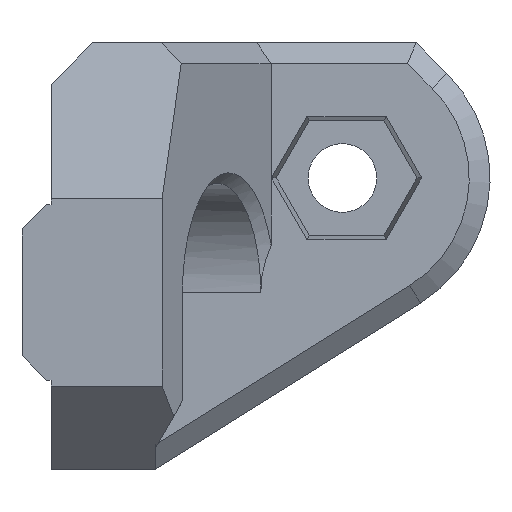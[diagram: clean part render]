
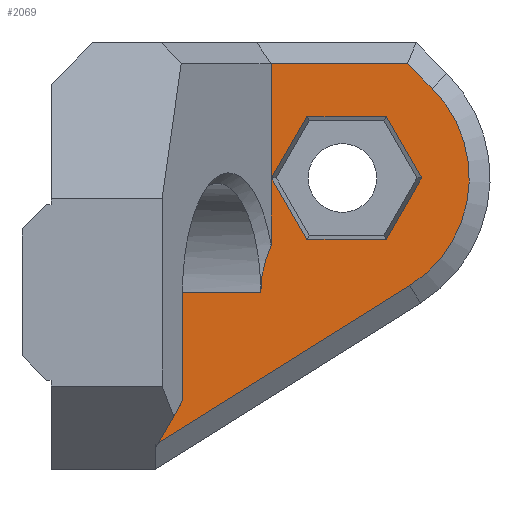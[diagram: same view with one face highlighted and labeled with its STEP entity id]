
A CAD part, left-side view. The second image highlights one B-rep face of the part: STEP entity #2069.
In plain terms, the highlighted planar face has unit normal (-1, 0, 0).
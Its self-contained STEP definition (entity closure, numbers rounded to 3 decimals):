
#24=FACE_BOUND('',#293,.T.);
#37=B_SPLINE_CURVE_WITH_KNOTS('',3,(#3023,#3024,#3025,#3026,#3027,#3028,
#3029,#3030,#3031,#3032,#3033,#3034,#3035,#3036),.UNSPECIFIED.,.F.,.F.,
(4,2,2,2,2,2,4),(0.,0.021,0.102,0.214,
0.226,0.231,0.235),.UNSPECIFIED.);
#58=PLANE('',#2220);
#168=FACE_OUTER_BOUND('',#292,.T.);
#292=EDGE_LOOP('',(#1521,#1522,#1523,#1524,#1525,#1526,#1527,#1528));
#293=EDGE_LOOP('',(#1529,#1530,#1531,#1532,#1533,#1534));
#435=LINE('',#2973,#698);
#437=LINE('',#2978,#700);
#442=LINE('',#2986,#705);
#443=LINE('',#2989,#706);
#446=LINE('',#2995,#709);
#449=LINE('',#3000,#712);
#458=LINE('',#3019,#721);
#459=LINE('',#3021,#722);
#460=LINE('',#3038,#723);
#461=LINE('',#3040,#724);
#462=LINE('',#3042,#725);
#463=LINE('',#3045,#726);
#698=VECTOR('',#2402,10.);
#700=VECTOR('',#2406,10.);
#705=VECTOR('',#2413,10.);
#706=VECTOR('',#2416,10.);
#709=VECTOR('',#2421,10.);
#712=VECTOR('',#2426,10.);
#721=VECTOR('',#2443,10.);
#722=VECTOR('',#2444,10.);
#723=VECTOR('',#2445,10.);
#724=VECTOR('',#2446,10.);
#725=VECTOR('',#2447,10.);
#726=VECTOR('',#2450,10.);
#943=CIRCLE('',#2221,6.1);
#988=VERTEX_POINT('',#2970);
#989=VERTEX_POINT('',#2972);
#990=VERTEX_POINT('',#2976);
#991=VERTEX_POINT('',#2977);
#994=VERTEX_POINT('',#2988);
#996=VERTEX_POINT('',#2994);
#1002=VERTEX_POINT('',#3017);
#1003=VERTEX_POINT('',#3018);
#1004=VERTEX_POINT('',#3020);
#1005=VERTEX_POINT('',#3022);
#1006=VERTEX_POINT('',#3037);
#1007=VERTEX_POINT('',#3039);
#1008=VERTEX_POINT('',#3041);
#1009=VERTEX_POINT('',#3043);
#1183=EDGE_CURVE('',#988,#989,#435,.T.);
#1185=EDGE_CURVE('',#990,#991,#437,.T.);
#1190=EDGE_CURVE('',#991,#988,#442,.T.);
#1191=EDGE_CURVE('',#994,#990,#443,.T.);
#1194=EDGE_CURVE('',#996,#994,#446,.T.);
#1197=EDGE_CURVE('',#989,#996,#449,.T.);
#1206=EDGE_CURVE('',#1002,#1003,#458,.T.);
#1207=EDGE_CURVE('',#1002,#1004,#459,.T.);
#1208=EDGE_CURVE('',#1005,#1004,#37,.F.);
#1209=EDGE_CURVE('',#1006,#1005,#460,.T.);
#1210=EDGE_CURVE('',#1006,#1007,#461,.T.);
#1211=EDGE_CURVE('',#1008,#1007,#462,.T.);
#1212=EDGE_CURVE('',#1009,#1008,#943,.T.);
#1213=EDGE_CURVE('',#1003,#1009,#463,.T.);
#1521=ORIENTED_EDGE('',*,*,#1206,.F.);
#1522=ORIENTED_EDGE('',*,*,#1207,.T.);
#1523=ORIENTED_EDGE('',*,*,#1208,.F.);
#1524=ORIENTED_EDGE('',*,*,#1209,.F.);
#1525=ORIENTED_EDGE('',*,*,#1210,.T.);
#1526=ORIENTED_EDGE('',*,*,#1211,.F.);
#1527=ORIENTED_EDGE('',*,*,#1212,.F.);
#1528=ORIENTED_EDGE('',*,*,#1213,.F.);
#1529=ORIENTED_EDGE('',*,*,#1185,.F.);
#1530=ORIENTED_EDGE('',*,*,#1191,.F.);
#1531=ORIENTED_EDGE('',*,*,#1194,.F.);
#1532=ORIENTED_EDGE('',*,*,#1197,.F.);
#1533=ORIENTED_EDGE('',*,*,#1183,.F.);
#1534=ORIENTED_EDGE('',*,*,#1190,.F.);
#2069=ADVANCED_FACE('',(#168,#24),#58,.F.);
#2220=AXIS2_PLACEMENT_3D('',#3016,#2441,#2442);
#2221=AXIS2_PLACEMENT_3D('',#3044,#2448,#2449);
#2402=DIRECTION('',(0.,0.5,0.866));
#2406=DIRECTION('',(0.,-1.,0.));
#2413=DIRECTION('',(0.,-0.5,0.866));
#2416=DIRECTION('',(0.,-0.5,-0.866));
#2421=DIRECTION('',(0.,0.5,-0.866));
#2426=DIRECTION('',(0.,1.,0.));
#2441=DIRECTION('center_axis',(1.,0.,0.));
#2442=DIRECTION('ref_axis',(0.,1.,0.));
#2443=DIRECTION('',(0.,-1.,0.));
#2444=DIRECTION('',(0.,0.,-1.));
#2445=DIRECTION('',(0.,-1.,0.));
#2446=DIRECTION('',(0.,0.,-1.));
#2447=DIRECTION('',(0.,0.848,-0.53));
#2448=DIRECTION('center_axis',(1.,0.,0.));
#2449=DIRECTION('ref_axis',(0.,-0.707,0.707));
#2450=DIRECTION('',(0.,-0.707,-0.707));
#2970=CARTESIAN_POINT('',(0.,-3.811,0.));
#2972=CARTESIAN_POINT('',(0.,-2.107,2.95));
#2973=CARTESIAN_POINT('',(0.,-3.998,-0.326));
#2976=CARTESIAN_POINT('',(0.,1.703,-2.95));
#2977=CARTESIAN_POINT('',(0.,-2.107,-2.95));
#2978=CARTESIAN_POINT('',(0.,1.269,-2.95));
#2986=CARTESIAN_POINT('',(0.,-1.581,-3.862));
#2988=CARTESIAN_POINT('',(0.,3.406,0.));
#2989=CARTESIAN_POINT('',(0.,2.259,-1.988));
#2994=CARTESIAN_POINT('',(0.,1.703,2.95));
#2995=CARTESIAN_POINT('',(0.,3.088,0.551));
#3000=CARTESIAN_POINT('',(0.,-0.521,2.95));
#3016=CARTESIAN_POINT('Origin',(0.,0.95,-3.75));
#3017=CARTESIAN_POINT('',(0.,3.425,5.5));
#3018=CARTESIAN_POINT('',(0.,-3.127,5.5));
#3019=CARTESIAN_POINT('',(0.,4.975,5.5));
#3020=CARTESIAN_POINT('',(0.,3.425,-3.225));
#3021=CARTESIAN_POINT('',(0.,3.425,1.375));
#3022=CARTESIAN_POINT('',(0.,3.925,-5.5));
#3023=CARTESIAN_POINT('Ctrl Pts',(0.,3.425,
-3.225));
#3024=CARTESIAN_POINT('Ctrl Pts',(0.,3.453,
-3.29));
#3025=CARTESIAN_POINT('Ctrl Pts',(0.,3.479,
-3.356));
#3026=CARTESIAN_POINT('Ctrl Pts',(0.,3.603,
-3.673));
#3027=CARTESIAN_POINT('Ctrl Pts',(0.,3.688,
-3.93));
#3028=CARTESIAN_POINT('Ctrl Pts',(0.,3.848,
-4.552));
#3029=CARTESIAN_POINT('Ctrl Pts',(0.,3.905,
-4.916));
#3030=CARTESIAN_POINT('Ctrl Pts',(0.,3.923,
-5.328));
#3031=CARTESIAN_POINT('Ctrl Pts',(0.,3.924,
-5.369));
#3032=CARTESIAN_POINT('Ctrl Pts',(0.,3.925,
-5.427));
#3033=CARTESIAN_POINT('Ctrl Pts',(0.,3.925,
-5.446));
#3034=CARTESIAN_POINT('Ctrl Pts',(0.,3.925,
-5.476));
#3035=CARTESIAN_POINT('Ctrl Pts',(0.,3.925,
-5.488));
#3036=CARTESIAN_POINT('Ctrl Pts',(0.,3.925,
-5.5));
#3037=CARTESIAN_POINT('',(0.,9.,-5.5));
#3038=CARTESIAN_POINT('',(0.,9.,-5.5));
#3039=CARTESIAN_POINT('',(0.,9.,-12.821));
#3040=CARTESIAN_POINT('',(0.,9.,-5.5));
#3041=CARTESIAN_POINT('',(0.,-3.234,-5.172));
#3042=CARTESIAN_POINT('',(0.,-2.049,-5.913));
#3043=CARTESIAN_POINT('',(0.,-4.313,4.313));
#3044=CARTESIAN_POINT('Origin',(0.,0.,0.));
#3045=CARTESIAN_POINT('',(0.,-4.274,4.353));
